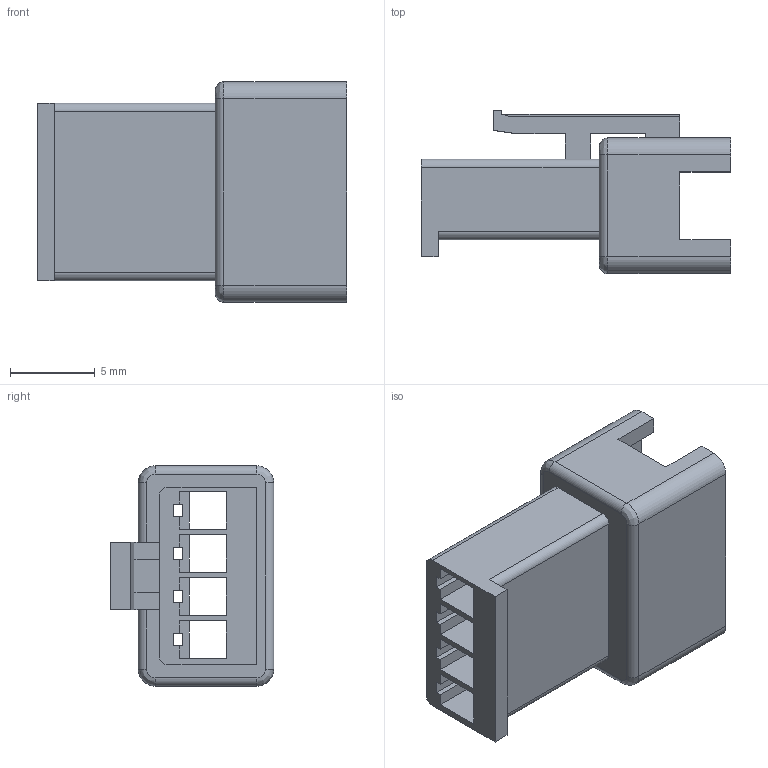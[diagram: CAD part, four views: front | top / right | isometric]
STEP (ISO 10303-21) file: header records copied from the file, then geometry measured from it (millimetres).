
FILE_DESCRIPTION((''),'2;1');
FILE_NAME('JST_SM2_54_4-PIN_FEMALE','2018-11-21T21:24:44',('cdl17'),(''),'CREO PARAMETRIC BY PTC INC, 2017110','CREO PARAMETRIC BY PTC INC, 2017110','');
FILE_SCHEMA(('CONFIG_CONTROL_DESIGN'));
Length unit declared in the file: millimetre
Products named in the file (1): JST_SM2_54_4-PIN_FEMALE
Bounding box: 18.25 x 9.65 x 13 mm (x, y, z)
Volume: 591.5 mm3; surface area: 1580.1 mm2
Topology: 1 solids, 1 shells, 124 faces, 370 edges, 240 vertices
Faces by surface type: plane 107, cylinder 13, bspline 4
Entity records: 4210 total; most frequent: CARTESIAN_POINT 794, ORIENTED_EDGE 740, DIRECTION 640, EDGE_CURVE 370, VECTOR 340, LINE 340, VERTEX_POINT 240, AXIS2_PLACEMENT_3D 150
